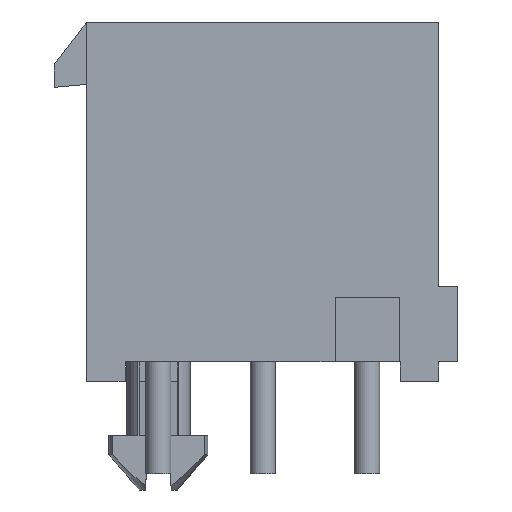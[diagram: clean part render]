
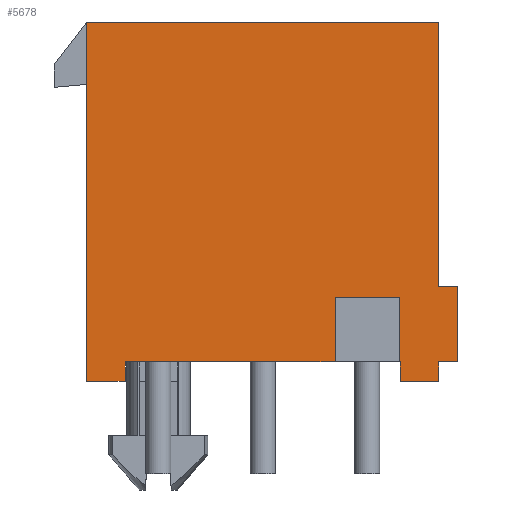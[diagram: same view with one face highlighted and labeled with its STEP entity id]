
A CAD part, left-side view. The second image highlights one B-rep face of the part: STEP entity #5678.
In plain terms, the highlighted planar face has unit normal (-1, 0, 0).
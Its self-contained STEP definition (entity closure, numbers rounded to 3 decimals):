
#39=LINE($,#7906,#723);
#382=LINE($,#8692,#1066);
#383=LINE($,#8696,#1067);
#384=LINE($,#8698,#1068);
#385=LINE($,#8699,#1069);
#386=LINE($,#8701,#1070);
#387=LINE($,#8703,#1071);
#388=LINE($,#8705,#1072);
#389=LINE($,#8707,#1073);
#390=LINE($,#8709,#1074);
#391=LINE($,#8711,#1075);
#392=LINE($,#8713,#1076);
#393=LINE($,#8715,#1077);
#394=LINE($,#8717,#1078);
#395=LINE($,#8719,#1079);
#396=LINE($,#8720,#1080);
#723=VECTOR($,#6363,13.97);
#1066=VECTOR($,#7056,14.249);
#1067=VECTOR($,#7059,2.997);
#1068=VECTOR($,#7060,0.762);
#1069=VECTOR($,#7061,10.49);
#1070=VECTOR($,#7062,1.524);
#1071=VECTOR($,#7063,0.762);
#1072=VECTOR($,#7064,8.331);
#1073=VECTOR($,#7065,2.54);
#1074=VECTOR($,#7066,2.54);
#1075=VECTOR($,#7067,2.54);
#1076=VECTOR($,#7068,0.051);
#1077=VECTOR($,#7069,0.762);
#1078=VECTOR($,#7070,1.524);
#1079=VECTOR($,#7071,0.762);
#1080=VECTOR($,#7072,0.762);
#1509=PLANE($,#6074);
#1834=FACE_OUTER_BOUND($,#2167,.T.);
#2167=EDGE_LOOP($,(#4631,#4632,#4633,#4634,#4635,#4636,#4637,#4638,#4639,
#4640,#4641,#4642,#4643,#4644,#4645,#4646));
#2503=VERTEX_POINT($,#7903);
#2504=VERTEX_POINT($,#7905);
#2772=VERTEX_POINT($,#8690);
#2773=VERTEX_POINT($,#8694);
#2774=VERTEX_POINT($,#8695);
#2775=VERTEX_POINT($,#8697);
#2776=VERTEX_POINT($,#8700);
#2777=VERTEX_POINT($,#8702);
#2778=VERTEX_POINT($,#8704);
#2779=VERTEX_POINT($,#8706);
#2780=VERTEX_POINT($,#8708);
#2781=VERTEX_POINT($,#8710);
#2782=VERTEX_POINT($,#8712);
#2783=VERTEX_POINT($,#8714);
#2784=VERTEX_POINT($,#8716);
#2785=VERTEX_POINT($,#8718);
#3056=EDGE_CURVE($,#2503,#2504,#39,.T.);
#3447=EDGE_CURVE($,#2772,#2503,#382,.T.);
#3448=EDGE_CURVE($,#2773,#2774,#383,.T.);
#3449=EDGE_CURVE($,#2774,#2775,#384,.T.);
#3450=EDGE_CURVE($,#2775,#2504,#385,.T.);
#3451=EDGE_CURVE($,#2776,#2772,#386,.T.);
#3452=EDGE_CURVE($,#2777,#2776,#387,.T.);
#3453=EDGE_CURVE($,#2777,#2778,#388,.T.);
#3454=EDGE_CURVE($,#2778,#2779,#389,.T.);
#3455=EDGE_CURVE($,#2780,#2779,#390,.T.);
#3456=EDGE_CURVE($,#2781,#2780,#391,.T.);
#3457=EDGE_CURVE($,#2781,#2782,#392,.T.);
#3458=EDGE_CURVE($,#2782,#2783,#393,.T.);
#3459=EDGE_CURVE($,#2784,#2783,#394,.T.);
#3460=EDGE_CURVE($,#2785,#2784,#395,.T.);
#3461=EDGE_CURVE($,#2785,#2773,#396,.T.);
#4631=ORIENTED_EDGE($,*,*,#3448,.T.);
#4632=ORIENTED_EDGE($,*,*,#3449,.T.);
#4633=ORIENTED_EDGE($,*,*,#3450,.T.);
#4634=ORIENTED_EDGE($,*,*,#3056,.F.);
#4635=ORIENTED_EDGE($,*,*,#3447,.F.);
#4636=ORIENTED_EDGE($,*,*,#3451,.F.);
#4637=ORIENTED_EDGE($,*,*,#3452,.F.);
#4638=ORIENTED_EDGE($,*,*,#3453,.T.);
#4639=ORIENTED_EDGE($,*,*,#3454,.T.);
#4640=ORIENTED_EDGE($,*,*,#3455,.F.);
#4641=ORIENTED_EDGE($,*,*,#3456,.F.);
#4642=ORIENTED_EDGE($,*,*,#3457,.T.);
#4643=ORIENTED_EDGE($,*,*,#3458,.T.);
#4644=ORIENTED_EDGE($,*,*,#3459,.F.);
#4645=ORIENTED_EDGE($,*,*,#3460,.F.);
#4646=ORIENTED_EDGE($,*,*,#3461,.T.);
#5678=ADVANCED_FACE($,(#1834),#1509,.T.);
#6074=AXIS2_PLACEMENT_3D($,#8693,#7057,#7058);
#6363=DIRECTION($,(0.,-1.,0.));
#7056=DIRECTION($,(0.,0.,1.));
#7057=DIRECTION('center_axis',(-1.,0.,0.));
#7058=DIRECTION('ref_axis',(0.,0.,1.));
#7059=DIRECTION($,(0.,0.,1.));
#7060=DIRECTION($,(0.,1.,0.));
#7061=DIRECTION($,(0.,0.,1.));
#7062=DIRECTION($,(0.,1.,0.));
#7063=DIRECTION($,(0.,0.,-1.));
#7064=DIRECTION($,(0.,-1.,0.));
#7065=DIRECTION($,(0.,0.,1.));
#7066=DIRECTION($,(0.,1.,0.));
#7067=DIRECTION($,(0.,0.,1.));
#7068=DIRECTION($,(0.,-1.,0.));
#7069=DIRECTION($,(0.,0.,-1.));
#7070=DIRECTION($,(0.,1.,0.));
#7071=DIRECTION($,(0.,0.,-1.));
#7072=DIRECTION($,(0.,-1.,0.));
#7903=CARTESIAN_POINT('',(-6.985,6.985,14.249));
#7905=CARTESIAN_POINT('',(-6.985,-6.985,14.249));
#7906=CARTESIAN_POINT($,(-6.985,6.985,14.249));
#8690=CARTESIAN_POINT('',(-6.985,6.985,0.));
#8692=CARTESIAN_POINT($,(-6.985,6.985,0.));
#8693=CARTESIAN_POINT('Origin',(-6.985,7.722,-0.712));
#8694=CARTESIAN_POINT('',(-6.985,-7.747,0.762));
#8695=CARTESIAN_POINT('',(-6.985,-7.747,3.759));
#8696=CARTESIAN_POINT($,(-6.985,-7.747,0.762));
#8697=CARTESIAN_POINT('',(-6.985,-6.985,3.759));
#8698=CARTESIAN_POINT($,(-6.985,-7.747,3.759));
#8699=CARTESIAN_POINT($,(-6.985,-6.985,3.759));
#8700=CARTESIAN_POINT('',(-6.985,5.461,0.));
#8701=CARTESIAN_POINT($,(-6.985,5.461,0.));
#8702=CARTESIAN_POINT('',(-6.985,5.461,0.762));
#8703=CARTESIAN_POINT($,(-6.985,5.461,0.762));
#8704=CARTESIAN_POINT('',(-6.985,-2.87,0.762));
#8705=CARTESIAN_POINT($,(-6.985,5.461,0.762));
#8706=CARTESIAN_POINT('',(-6.985,-2.87,3.302));
#8707=CARTESIAN_POINT($,(-6.985,-2.87,0.762));
#8708=CARTESIAN_POINT('',(-6.985,-5.41,3.302));
#8709=CARTESIAN_POINT($,(-6.985,-5.41,3.302));
#8710=CARTESIAN_POINT('',(-6.985,-5.41,0.762));
#8711=CARTESIAN_POINT($,(-6.985,-5.41,0.762));
#8712=CARTESIAN_POINT('',(-6.985,-5.461,0.762));
#8713=CARTESIAN_POINT($,(-6.985,-5.41,0.762));
#8714=CARTESIAN_POINT('',(-6.985,-5.461,0.));
#8715=CARTESIAN_POINT($,(-6.985,-5.461,0.762));
#8716=CARTESIAN_POINT('',(-6.985,-6.985,0.));
#8717=CARTESIAN_POINT($,(-6.985,-6.985,0.));
#8718=CARTESIAN_POINT('',(-6.985,-6.985,0.762));
#8719=CARTESIAN_POINT($,(-6.985,-6.985,0.762));
#8720=CARTESIAN_POINT($,(-6.985,-6.985,0.762));
